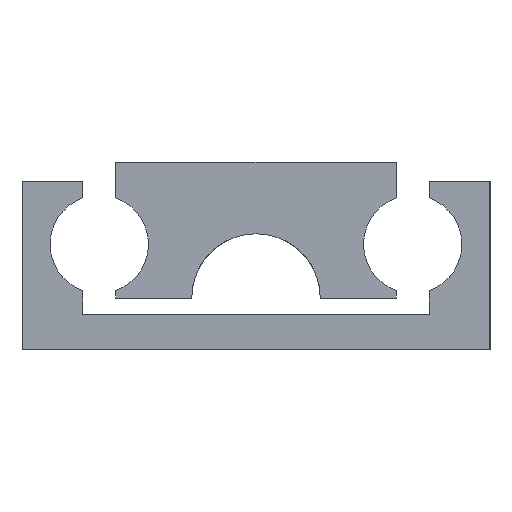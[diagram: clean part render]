
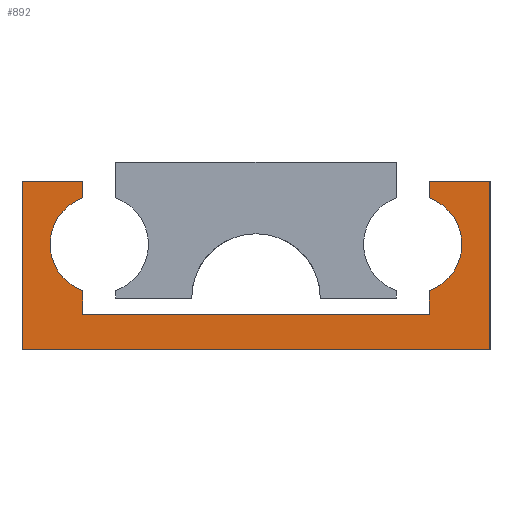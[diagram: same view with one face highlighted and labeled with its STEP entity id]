
A CAD part, left-side view. The second image highlights one B-rep face of the part: STEP entity #892.
In plain terms, the highlighted face is planar.
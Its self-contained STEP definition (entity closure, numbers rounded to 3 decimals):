
#320 = CARTESIAN_POINT ( 'NONE',  ( 100., -7.4, 0. ) ) ;
#329 = CARTESIAN_POINT ( 'NONE',  ( 100., -7.4, -5.7 ) ) ;
#331 = CARTESIAN_POINT ( 'NONE',  ( 100., -10., 1.5 ) ) ;
#337 = CARTESIAN_POINT ( 'NONE',  ( 100., -7.4, -1.02 ) ) ;
#343 = CARTESIAN_POINT ( 'NONE',  ( 100., -10., -5.7 ) ) ;
#360 = PLANE ( 'NONE',  #1404 ) ;
#361 = CARTESIAN_POINT ( 'NONE',  ( 100., -6.7, -3. ) ) ;
#362 = DIRECTION ( 'NONE',  ( 1., 0., 0. ) ) ;
#363 = DIRECTION ( 'NONE',  ( 0., 0., -1. ) ) ;
#407 = LINE ( 'NONE', #408, #1362 ) ;
#408 = CARTESIAN_POINT ( 'NONE',  ( 100., 10., 1.5 ) ) ;
#409 = DIRECTION ( 'NONE',  ( 0., 0., 1. ) ) ;
#416 = LINE ( 'NONE', #417, #1359 ) ;
#417 = CARTESIAN_POINT ( 'NONE',  ( 100., 7.4, -5.7 ) ) ;
#418 = DIRECTION ( 'NONE',  ( 0., 1., 0. ) ) ;
#485 = CARTESIAN_POINT ( 'NONE',  ( 100., 6.7, -3. ) ) ;
#486 = LINE ( 'NONE', #487, #1399 ) ;
#487 = CARTESIAN_POINT ( 'NONE',  ( 100., -10., -5.7 ) ) ;
#488 = DIRECTION ( 'NONE',  ( 0., 0., -1. ) ) ;
#495 = DIRECTION ( 'NONE',  ( -1., 0., 0. ) ) ;
#496 = DIRECTION ( 'NONE',  ( 0., 0., -1. ) ) ;
#515 = FACE_OUTER_BOUND ( 'NONE', #1250, .T. ) ;
#606 = LINE ( 'NONE', #607, #1361 ) ;
#607 = CARTESIAN_POINT ( 'NONE',  ( 100., -7.4, -1.02 ) ) ;
#608 = DIRECTION ( 'NONE',  ( 0., 0., 1. ) ) ;
#627 = LINE ( 'NONE', #628, #1198 ) ;
#628 = CARTESIAN_POINT ( 'NONE',  ( 100., -10., 1.5 ) ) ;
#629 = DIRECTION ( 'NONE',  ( 0., -1., 0. ) ) ;
#673 = CARTESIAN_POINT ( 'NONE',  ( 100., 10., -5.7 ) ) ;
#674 = CARTESIAN_POINT ( 'NONE',  ( 100., 7.4, -4.98 ) ) ;
#678 = CARTESIAN_POINT ( 'NONE',  ( 100., -7.4, -4.98 ) ) ;
#681 = CARTESIAN_POINT ( 'NONE',  ( 100., 7.4, 0. ) ) ;
#687 = CARTESIAN_POINT ( 'NONE',  ( 100., 7.4, -1.02 ) ) ;
#697 = CARTESIAN_POINT ( 'NONE',  ( 100., 7.4, -5.7 ) ) ;
#702 = CARTESIAN_POINT ( 'NONE',  ( 100., 10., 1.5 ) ) ;
#766 = CARTESIAN_POINT ( 'NONE',  ( 100., -6.7, -3. ) ) ;
#767 = LINE ( 'NONE', #768, #1154 ) ;
#768 = CARTESIAN_POINT ( 'NONE',  ( 100., 7.4, 0. ) ) ;
#769 = DIRECTION ( 'NONE',  ( 0., 1., 0. ) ) ;
#776 = DIRECTION ( 'NONE',  ( -1., 0., 0. ) ) ;
#777 = DIRECTION ( 'NONE',  ( 0., 0., -1. ) ) ;
#826 = VERTEX_POINT ( 'NONE', #320 ) ;
#830 = ORIENTED_EDGE ( 'NONE', *, *, #1808, .T. ) ;
#831 = ORIENTED_EDGE ( 'NONE', *, *, #906, .T. ) ;
#839 = VERTEX_POINT ( 'NONE', #329 ) ;
#841 = VERTEX_POINT ( 'NONE', #331 ) ;
#845 = ORIENTED_EDGE ( 'NONE', *, *, #931, .T. ) ;
#848 = ORIENTED_EDGE ( 'NONE', *, *, #955, .T. ) ;
#849 = ORIENTED_EDGE ( 'NONE', *, *, #909, .T. ) ;
#851 = VERTEX_POINT ( 'NONE', #337 ) ;
#858 = VERTEX_POINT ( 'NONE', #343 ) ;
#892 = ADVANCED_FACE ( 'NONE', ( #515 ), #360, .T. ) ;
#906 = EDGE_CURVE ( 'NONE', #1226, #1314, #407, .T. ) ;
#909 = EDGE_CURVE ( 'NONE', #1294, #1226, #416, .T. ) ;
#931 = EDGE_CURVE ( 'NONE', #841, #858, #486, .T. ) ;
#934 = EDGE_CURVE ( 'NONE', #1257, #1227, #1869, .T. ) ;
#949 = EDGE_CURVE ( 'NONE', #851, #826, #606, .T. ) ;
#955 = EDGE_CURVE ( 'NONE', #1314, #841, #627, .T. ) ;
#978 = ORIENTED_EDGE ( 'NONE', *, *, #1753, .T. ) ;
#981 = ORIENTED_EDGE ( 'NONE', *, *, #949, .T. ) ;
#983 = ORIENTED_EDGE ( 'NONE', *, *, #1829, .T. ) ;
#984 = ORIENTED_EDGE ( 'NONE', *, *, #1781, .T. ) ;
#990 = ORIENTED_EDGE ( 'NONE', *, *, #1750, .T. ) ;
#991 = ORIENTED_EDGE ( 'NONE', *, *, #1762, .T. ) ;
#993 = ORIENTED_EDGE ( 'NONE', *, *, #934, .T. ) ;
#1030 = VECTOR ( 'NONE', #1740, 1000. ) ;
#1033 = VECTOR ( 'NONE', #1721, 1000. ) ;
#1041 = VECTOR ( 'NONE', #1637, 1000. ) ;
#1154 = VECTOR ( 'NONE', #769, 1000. ) ;
#1157 = VECTOR ( 'NONE', #1511, 1000. ) ;
#1172 = AXIS2_PLACEMENT_3D ( 'NONE', #766, #776, #777 ) ;
#1198 = VECTOR ( 'NONE', #629, 1000. ) ;
#1226 = VERTEX_POINT ( 'NONE', #673 ) ;
#1227 = VERTEX_POINT ( 'NONE', #674 ) ;
#1241 = VERTEX_POINT ( 'NONE', #678 ) ;
#1246 = VERTEX_POINT ( 'NONE', #681 ) ;
#1250 = EDGE_LOOP ( 'NONE', ( #849, #831, #848, #845, #830, #991, #978, #981, #990, #983, #993, #984 ) ) ;
#1257 = VERTEX_POINT ( 'NONE', #687 ) ;
#1294 = VERTEX_POINT ( 'NONE', #697 ) ;
#1314 = VERTEX_POINT ( 'NONE', #702 ) ;
#1359 = VECTOR ( 'NONE', #418, 1000. ) ;
#1361 = VECTOR ( 'NONE', #608, 1000. ) ;
#1362 = VECTOR ( 'NONE', #409, 1000. ) ;
#1399 = VECTOR ( 'NONE', #488, 1000. ) ;
#1404 = AXIS2_PLACEMENT_3D ( 'NONE', #361, #362, #363 ) ;
#1421 = AXIS2_PLACEMENT_3D ( 'NONE', #485, #495, #496 ) ;
#1509 = LINE ( 'NONE', #1510, #1157 ) ;
#1510 = CARTESIAN_POINT ( 'NONE',  ( 100., -7.4, -5.7 ) ) ;
#1511 = DIRECTION ( 'NONE',  ( 0., 0., 1. ) ) ;
#1635 = LINE ( 'NONE', #1636, #1041 ) ;
#1636 = CARTESIAN_POINT ( 'NONE',  ( 100., 7.4, -5.7 ) ) ;
#1637 = DIRECTION ( 'NONE',  ( 0., 0., -1. ) ) ;
#1719 = LINE ( 'NONE', #1720, #1033 ) ;
#1720 = CARTESIAN_POINT ( 'NONE',  ( 100., -10., -5.7 ) ) ;
#1721 = DIRECTION ( 'NONE',  ( 0., 1., 0. ) ) ;
#1738 = LINE ( 'NONE', #1739, #1030 ) ;
#1739 = CARTESIAN_POINT ( 'NONE',  ( 100., 7.4, -1.02 ) ) ;
#1740 = DIRECTION ( 'NONE',  ( 0., 0., -1. ) ) ;
#1750 = EDGE_CURVE ( 'NONE', #826, #1246, #767, .T. ) ;
#1753 = EDGE_CURVE ( 'NONE', #1241, #851, #1877, .T. ) ;
#1762 = EDGE_CURVE ( 'NONE', #839, #1241, #1509, .T. ) ;
#1781 = EDGE_CURVE ( 'NONE', #1227, #1294, #1635, .T. ) ;
#1808 = EDGE_CURVE ( 'NONE', #858, #839, #1719, .T. ) ;
#1829 = EDGE_CURVE ( 'NONE', #1246, #1257, #1738, .T. ) ;
#1869 = CIRCLE ( 'NONE', #1421, 2.1 ) ;
#1877 = CIRCLE ( 'NONE', #1172, 2.1 ) ;
